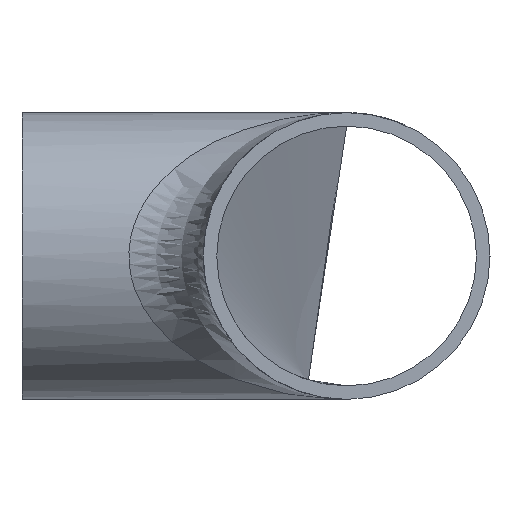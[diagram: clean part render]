
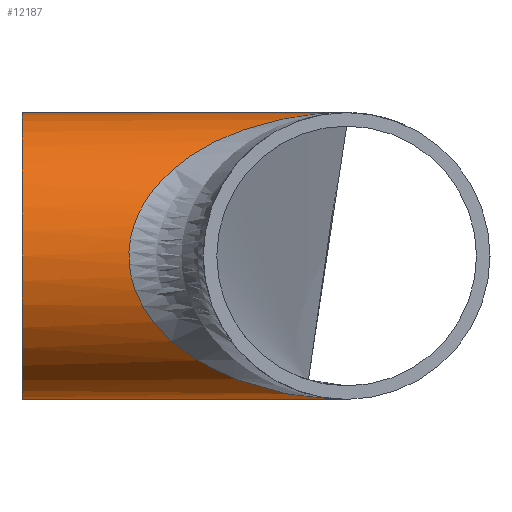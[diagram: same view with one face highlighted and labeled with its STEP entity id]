
A CAD part, left-side view. The second image highlights one B-rep face of the part: STEP entity #12187.
In plain terms, the highlighted cylindrical face has radius 21.2 mm (diameter 42.4 mm), a full revolution.
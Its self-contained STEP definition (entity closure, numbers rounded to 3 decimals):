
#455 = CARTESIAN_POINT ( 'NONE',  ( 0., 48., 0. ) ) ;
#753 = CARTESIAN_POINT ( 'NONE',  ( 42.4, 64.4, -21.2 ) ) ;
#856 = CARTESIAN_POINT ( 'NONE',  ( 0., 0., -21.2 ) ) ;
#868 = ORIENTED_EDGE ( 'NONE', *, *, #3452, .T. ) ;
#1392 = DIRECTION ( 'NONE',  ( 0., 0., 1. ) ) ;
#1489 = VERTEX_POINT ( 'NONE', #4598 ) ;
#1618 = EDGE_LOOP ( 'NONE', ( #868, #3264 ) ) ;
#2822 = CARTESIAN_POINT ( 'NONE',  ( -42.4, 64.4, -21.2 ) ) ;
#3143 = CYLINDRICAL_SURFACE ( 'NONE', #4283, 21.2 ) ;
#3264 = ORIENTED_EDGE ( 'NONE', *, *, #8117, .T. ) ;
#3452 = EDGE_CURVE ( 'NONE', #3793, #11251, #11408, .T. ) ;
#3711 = CARTESIAN_POINT ( 'NONE',  ( 42.4, 64.4, 21.2 ) ) ;
#3793 = VERTEX_POINT ( 'NONE', #10822 ) ;
#4048 = AXIS2_PLACEMENT_3D ( 'NONE', #455, #11791, #1392 ) ;
#4283 = AXIS2_PLACEMENT_3D ( 'NONE', #5963, #6957, #9493 ) ;
#4327 = CARTESIAN_POINT ( 'NONE',  ( -42.4, 64.4, 21.2 ) ) ;
#4427 = CARTESIAN_POINT ( 'NONE',  ( 0., 0., 21.2 ) ) ;
#4598 = CARTESIAN_POINT ( 'NONE',  ( 0., 48., 21.2 ) ) ;
#5438 = EDGE_CURVE ( 'NONE', #1489, #1489, #13532, .T. ) ;
#5963 = CARTESIAN_POINT ( 'NONE',  ( 0., 48., 0. ) ) ;
#6824 =( BOUNDED_CURVE ( )  B_SPLINE_CURVE ( 3, ( #10642, #3711, #753, #856 ),
 .UNSPECIFIED., .F., .F. ) 
 B_SPLINE_CURVE_WITH_KNOTS ( ( 4, 4 ),
 ( 1.571, 4.712 ),
 .UNSPECIFIED. ) 
 CURVE ( )  GEOMETRIC_REPRESENTATION_ITEM ( )  RATIONAL_B_SPLINE_CURVE ( ( 1., 0.333, 0.333, 1. ) ) 
 REPRESENTATION_ITEM ( '' )  );
#6957 = DIRECTION ( 'NONE',  ( 0., -1., 0. ) ) ;
#8117 = EDGE_CURVE ( 'NONE', #11251, #3793, #6824, .T. ) ;
#9137 = FACE_OUTER_BOUND ( 'NONE', #9398, .T. ) ;
#9398 = EDGE_LOOP ( 'NONE', ( #14161 ) ) ;
#9493 = DIRECTION ( 'NONE',  ( 0., 0., -1. ) ) ;
#9963 = CARTESIAN_POINT ( 'NONE',  ( 0., 0., -21.2 ) ) ;
#10642 = CARTESIAN_POINT ( 'NONE',  ( 0., 0., 21.2 ) ) ;
#10822 = CARTESIAN_POINT ( 'NONE',  ( 0., 0., -21.2 ) ) ;
#11251 = VERTEX_POINT ( 'NONE', #12828 ) ;
#11408 =( BOUNDED_CURVE ( )  B_SPLINE_CURVE ( 3, ( #9963, #2822, #4327, #4427 ),
 .UNSPECIFIED., .F., .T. ) 
 B_SPLINE_CURVE_WITH_KNOTS ( ( 4, 4 ),
 ( 4.712, 7.854 ),
 .UNSPECIFIED. ) 
 CURVE ( )  GEOMETRIC_REPRESENTATION_ITEM ( )  RATIONAL_B_SPLINE_CURVE ( ( 1., 0.333, 0.333, 1. ) ) 
 REPRESENTATION_ITEM ( '' )  );
#11791 = DIRECTION ( 'NONE',  ( 0., 1., 0. ) ) ;
#12020 = FACE_OUTER_BOUND ( 'NONE', #1618, .T. ) ;
#12187 = ADVANCED_FACE ( 'NONE', ( #12020, #9137 ), #3143, .T. ) ;
#12828 = CARTESIAN_POINT ( 'NONE',  ( 0., 0., 21.2 ) ) ;
#13532 = CIRCLE ( 'NONE', #4048, 21.2 ) ;
#14161 = ORIENTED_EDGE ( 'NONE', *, *, #5438, .F. ) ;
